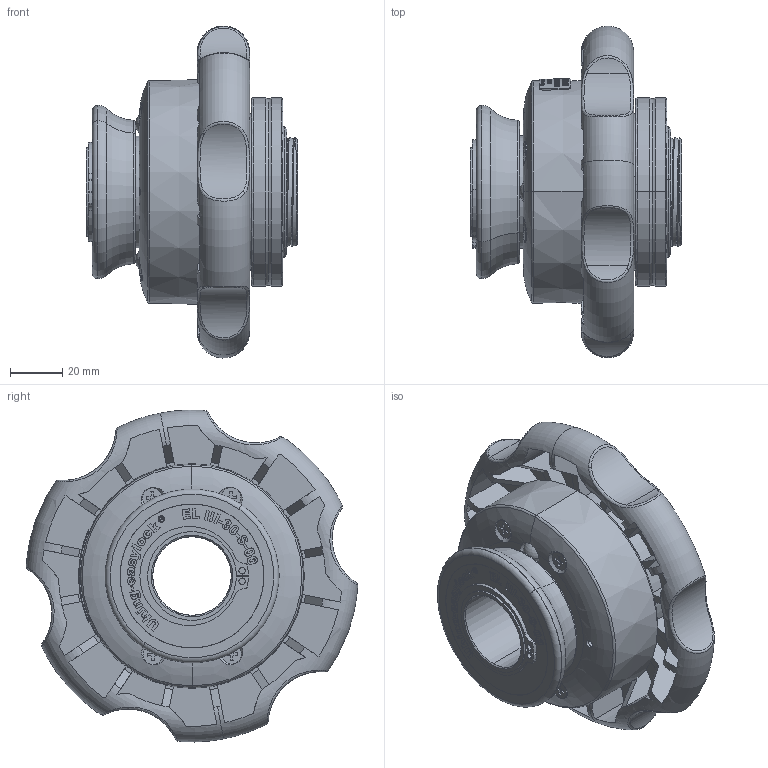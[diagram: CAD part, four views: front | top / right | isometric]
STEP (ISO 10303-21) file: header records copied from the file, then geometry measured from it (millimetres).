
FILE_DESCRIPTION (( 'STEP AP214' ), '1' );
FILE_NAME ('EL III-30-S-00.STEP', '2019-11-08T09:20:17', ( '' ), ( '' ), 'SwSTEP 2.0', 'SolidWorks 2019', '' );
FILE_SCHEMA (( 'AUTOMOTIVE_DESIGN' ));
Length unit declared in the file: millimetre
Products named in the file (1): EL III-30-S-00
Bounding box: 80.8 x 126.8 x 126.97 mm (x, y, z)
Volume: 243412.3 mm3; surface area: 138783.6 mm2
Topology: 35 solids, 35 shells, 2529 faces, 6659 edges, 4354 vertices
Faces by surface type: bspline 1397, plane 585, cylinder 311, cone 212, torus 20, sphere 4
Entity records: 184959 total; most frequent: CARTESIAN_POINT 105794, ORIENTED_EDGE 13162, EDGE_CURVE 6581, DIRECTION 5755, VERTEX_POINT 4348, B_SPLINE_CURVE_WITH_KNOTS 3768, EDGE_LOOP 2807, UNCERTAINTY_MEASURE_WITH_UNIT 2566
